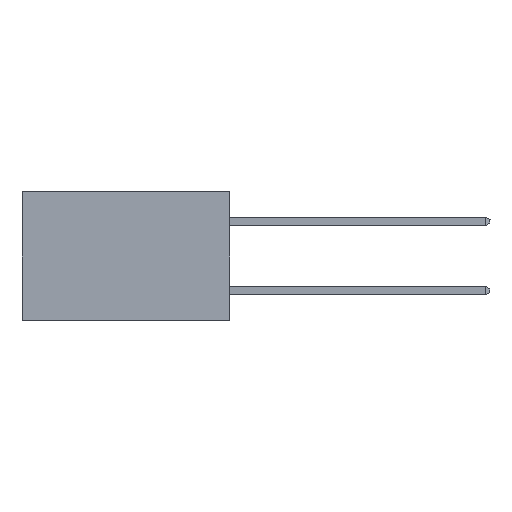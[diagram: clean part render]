
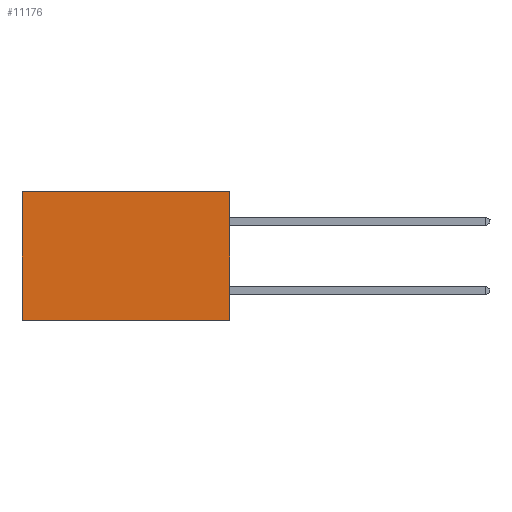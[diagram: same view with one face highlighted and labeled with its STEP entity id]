
A CAD part, left-side view. The second image highlights one B-rep face of the part: STEP entity #11176.
In plain terms, the highlighted planar face has unit normal (-1, 0, 0).
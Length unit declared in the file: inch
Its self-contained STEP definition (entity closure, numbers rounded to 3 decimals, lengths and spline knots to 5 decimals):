
#42 = VECTOR ( 'NONE', #21612, 39.37008 ) ;
#133 = LINE ( 'NONE', #19450, #42 ) ;
#1803 = AXIS2_PLACEMENT_3D ( 'NONE', #17508, #21487, #19681 ) ;
#2302 = ORIENTED_EDGE ( 'NONE', *, *, #11766, .T. ) ;
#2386 = VERTEX_POINT ( 'NONE', #21307 ) ;
#4810 = LINE ( 'NONE', #6479, #20588 ) ;
#5117 = EDGE_CURVE ( 'NONE', #7534, #24353, #133, .T. ) ;
#5627 = PLANE ( 'NONE',  #1803 ) ;
#5845 = CARTESIAN_POINT ( 'NONE',  ( 0.2615, 0.6, 0. ) ) ;
#6120 = CARTESIAN_POINT ( 'NONE',  ( 0.2615, 0., -0.37 ) ) ;
#6479 = CARTESIAN_POINT ( 'NONE',  ( 0.2615, 0.6, -0.37 ) ) ;
#7534 = VERTEX_POINT ( 'NONE', #15360 ) ;
#9269 = EDGE_CURVE ( 'NONE', #7534, #2386, #18670, .T. ) ;
#9768 = VECTOR ( 'NONE', #16761, 39.37008 ) ;
#10478 = CARTESIAN_POINT ( 'NONE',  ( 0.2615, 0.6, -0.37 ) ) ;
#11176 = ADVANCED_FACE ( 'NONE', ( #13702 ), #5627, .F. ) ;
#11439 = VERTEX_POINT ( 'NONE', #10478 ) ;
#11766 = EDGE_CURVE ( 'NONE', #24353, #11439, #4810, .T. ) ;
#13068 = CARTESIAN_POINT ( 'NONE',  ( 0.2615, 0., -0.37 ) ) ;
#13668 = VECTOR ( 'NONE', #13919, 39.37008 ) ;
#13702 = FACE_OUTER_BOUND ( 'NONE', #17109, .T. ) ;
#13919 = DIRECTION ( 'NONE',  ( 0., 1., 0. ) ) ;
#15360 = CARTESIAN_POINT ( 'NONE',  ( 0.2615, 0., 0. ) ) ;
#15555 = ORIENTED_EDGE ( 'NONE', *, *, #9269, .F. ) ;
#15651 = ORIENTED_EDGE ( 'NONE', *, *, #5117, .T. ) ;
#15731 = ORIENTED_EDGE ( 'NONE', *, *, #23938, .F. ) ;
#16761 = DIRECTION ( 'NONE',  ( 0., 0., -1. ) ) ;
#17109 = EDGE_LOOP ( 'NONE', ( #2302, #15731, #15555, #15651 ) ) ;
#17508 = CARTESIAN_POINT ( 'NONE',  ( 0.2615, 0., -0.37 ) ) ;
#18670 = LINE ( 'NONE', #13068, #9768 ) ;
#19450 = CARTESIAN_POINT ( 'NONE',  ( 0.2615, 0., 0. ) ) ;
#19681 = DIRECTION ( 'NONE',  ( 0., 0., -1. ) ) ;
#20588 = VECTOR ( 'NONE', #23738, 39.37008 ) ;
#21307 = CARTESIAN_POINT ( 'NONE',  ( 0.2615, 0., -0.37 ) ) ;
#21487 = DIRECTION ( 'NONE',  ( 1., 0., 0. ) ) ;
#21612 = DIRECTION ( 'NONE',  ( 0., 1., 0. ) ) ;
#23620 = LINE ( 'NONE', #6120, #13668 ) ;
#23738 = DIRECTION ( 'NONE',  ( 0., 0., -1. ) ) ;
#23938 = EDGE_CURVE ( 'NONE', #2386, #11439, #23620, .T. ) ;
#24353 = VERTEX_POINT ( 'NONE', #5845 ) ;
